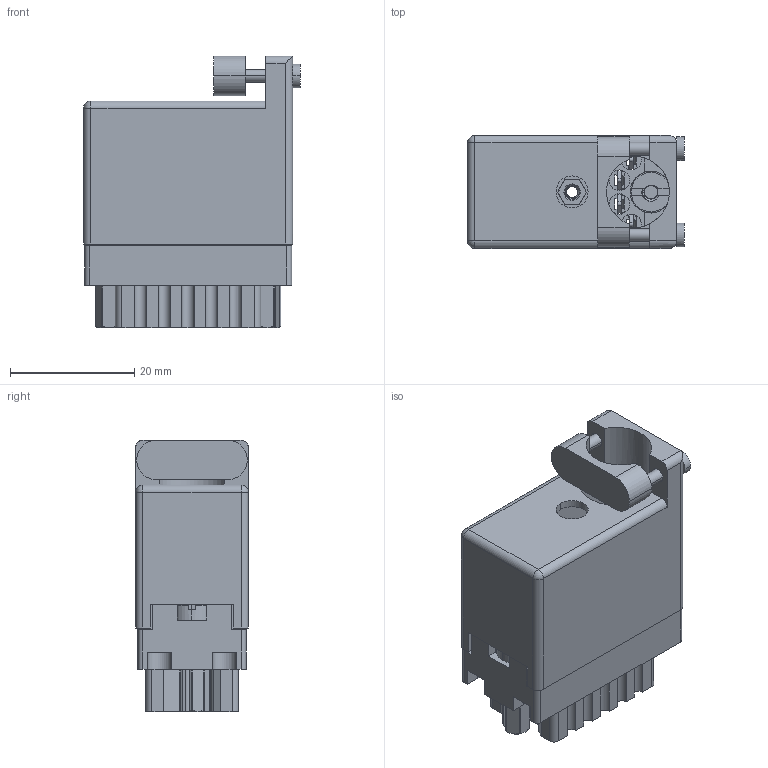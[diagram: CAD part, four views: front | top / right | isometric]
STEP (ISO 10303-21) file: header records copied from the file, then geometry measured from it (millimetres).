
FILE_DESCRIPTION (( 'STEP AP203' ), '1' );
FILE_NAME ('516-020-520-212.STEP', '2020-03-04T18:52:29', ( '' ), ( '' ), 'SwSTEP 2.0', 'SolidWorks 2016', '' );
FILE_SCHEMA (( 'CONFIG_CONTROL_DESIGN' ));
Length unit declared in the file: inch
Products named in the file (8): 516-252-025-100_516-252-025-100; 516-230-001_Plastic - 020 Top Entry; 516-292-001_520 Contact; 516-221-020-102_021; 516 Part Receptacle_020; 516-020-520-212; 516-252-021-102_020; 516-221-020-102_020
Assembly tree (27 placements, depth 2):
  516-020-520-212
    516 Part Receptacle_020
    516-292-001_520 Contact  x20
    516-230-001_Plastic - 020 Top Entry
    516-252-021-102_020  x2
    516-221-020-102_020
    516-252-025-100_516-252-025-100
    516-221-020-102_021
Bounding box: 34.92 x 18.16 x 43.71 mm (x, y, z)
Volume: 9932.1 mm3; surface area: 18794.7 mm2
Topology: 27 solids, 27 shells, 2340 faces, 6741 edges, 4459 vertices
Faces by surface type: plane 1342, cylinder 798, bspline 151, cone 47, sphere 2
Entity records: 39128 total; most frequent: CARTESIAN_POINT 12990, ORIENTED_EDGE 5386, DIRECTION 5018, EDGE_CURVE 2693, VERTEX_POINT 1777, LINE 1728, VECTOR 1728, AXIS2_PLACEMENT_3D 1645
